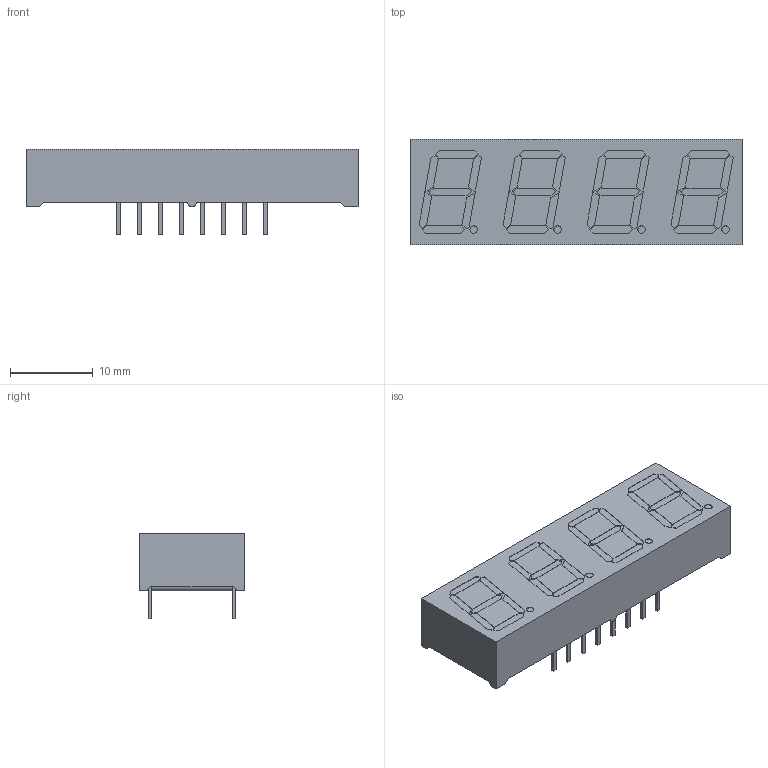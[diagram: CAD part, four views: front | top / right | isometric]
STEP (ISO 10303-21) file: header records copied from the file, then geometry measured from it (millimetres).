
FILE_DESCRIPTION (( 'STEP AP214' ), '1' );
FILE_NAME ('D842F0FA-F165-4A45-B527-3301C925E61D.STEP', '2007-05-02T20:57:09', ( 'SysAdmin' ), ( 'SolidWorks' ), 'SwSTEP 2.0', 'SolidWorks 2007', '' );
FILE_SCHEMA (( 'AUTOMOTIVE_DESIGN' ));
Length unit declared in the file: millimetre
Products named in the file (1): D842F0FA-F165-4A45-B527-3301C925E61D
Bounding box: 40.18 x 12.8 x 10.4 mm (x, y, z)
Volume: 3356.1 mm3; surface area: 1848.8 mm2
Topology: 1 solids, 1 shells, 293 faces, 729 edges, 486 vertices
Faces by surface type: plane 283, cylinder 10
Entity records: 11558 total; most frequent: CARTESIAN_POINT 1509, ORIENTED_EDGE 1458, DIRECTION 1337, EDGE_CURVE 729, VECTOR 709, LINE 709, VERTEX_POINT 486, EDGE_LOOP 341
